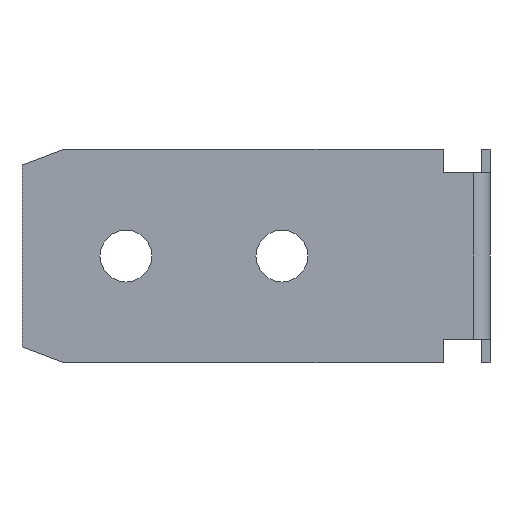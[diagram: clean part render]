
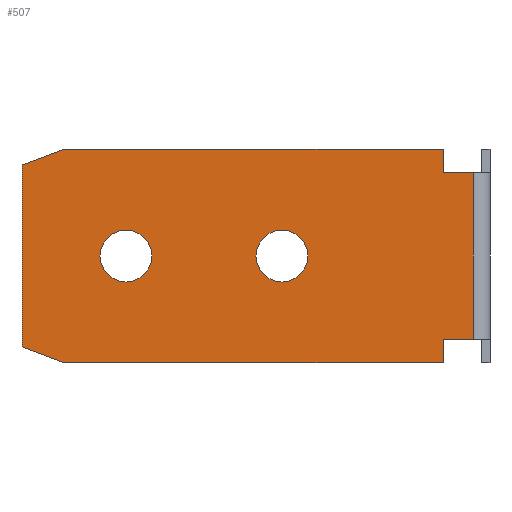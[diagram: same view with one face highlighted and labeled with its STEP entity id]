
A CAD part, left-side view. The second image highlights one B-rep face of the part: STEP entity #507.
In plain terms, the highlighted planar face has unit normal (-1, 0, 0).
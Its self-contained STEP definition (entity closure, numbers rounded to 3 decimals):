
#15=FACE_BOUND('',#72,.T.);
#16=FACE_BOUND('',#73,.T.);
#24=PLANE('',#559);
#45=FACE_OUTER_BOUND('',#71,.T.);
#71=EDGE_LOOP('',(#367,#368,#369,#370,#371,#372,#373,#374,#375,#376));
#72=EDGE_LOOP('',(#377));
#73=EDGE_LOOP('',(#378));
#104=LINE('',#739,#164);
#105=LINE('',#742,#165);
#111=LINE('',#756,#171);
#112=LINE('',#758,#172);
#113=LINE('',#760,#173);
#114=LINE('',#762,#174);
#115=LINE('',#764,#175);
#116=LINE('',#766,#176);
#117=LINE('',#768,#177);
#118=LINE('',#769,#178);
#164=VECTOR('',#601,10.);
#165=VECTOR('',#604,10.);
#171=VECTOR('',#614,10.);
#172=VECTOR('',#615,10.);
#173=VECTOR('',#616,10.);
#174=VECTOR('',#617,10.);
#175=VECTOR('',#618,10.);
#176=VECTOR('',#619,10.);
#177=VECTOR('',#620,10.);
#178=VECTOR('',#621,10.);
#226=CIRCLE('',#560,2.5);
#227=CIRCLE('',#561,2.5);
#235=VERTEX_POINT('',#732);
#238=VERTEX_POINT('',#737);
#239=VERTEX_POINT('',#741);
#245=VERTEX_POINT('',#755);
#246=VERTEX_POINT('',#757);
#247=VERTEX_POINT('',#759);
#248=VERTEX_POINT('',#761);
#249=VERTEX_POINT('',#763);
#250=VERTEX_POINT('',#765);
#251=VERTEX_POINT('',#767);
#252=VERTEX_POINT('',#770);
#253=VERTEX_POINT('',#772);
#286=EDGE_CURVE('',#238,#235,#104,.T.);
#287=EDGE_CURVE('',#239,#235,#105,.T.);
#294=EDGE_CURVE('',#238,#245,#111,.T.);
#295=EDGE_CURVE('',#245,#246,#112,.T.);
#296=EDGE_CURVE('',#247,#246,#113,.T.);
#297=EDGE_CURVE('',#247,#248,#114,.T.);
#298=EDGE_CURVE('',#249,#248,#115,.T.);
#299=EDGE_CURVE('',#249,#250,#116,.T.);
#300=EDGE_CURVE('',#251,#250,#117,.T.);
#301=EDGE_CURVE('',#251,#239,#118,.T.);
#302=EDGE_CURVE('',#252,#252,#226,.T.);
#303=EDGE_CURVE('',#253,#253,#227,.T.);
#367=ORIENTED_EDGE('',*,*,#286,.F.);
#368=ORIENTED_EDGE('',*,*,#294,.T.);
#369=ORIENTED_EDGE('',*,*,#295,.T.);
#370=ORIENTED_EDGE('',*,*,#296,.F.);
#371=ORIENTED_EDGE('',*,*,#297,.T.);
#372=ORIENTED_EDGE('',*,*,#298,.F.);
#373=ORIENTED_EDGE('',*,*,#299,.T.);
#374=ORIENTED_EDGE('',*,*,#300,.F.);
#375=ORIENTED_EDGE('',*,*,#301,.T.);
#376=ORIENTED_EDGE('',*,*,#287,.T.);
#377=ORIENTED_EDGE('',*,*,#302,.T.);
#378=ORIENTED_EDGE('',*,*,#303,.T.);
#507=ADVANCED_FACE('',(#45,#15,#16),#24,.T.);
#559=AXIS2_PLACEMENT_3D('',#754,#612,#613);
#560=AXIS2_PLACEMENT_3D('',#771,#622,#623);
#561=AXIS2_PLACEMENT_3D('',#773,#624,#625);
#601=DIRECTION('',(0.,0.,-1.));
#604=DIRECTION('',(0.,-1.,0.));
#612=DIRECTION('center_axis',(-1.,0.,0.));
#613=DIRECTION('ref_axis',(0.,0.,1.));
#614=DIRECTION('',(0.,1.,0.));
#615=DIRECTION('',(0.,0.,1.));
#616=DIRECTION('',(0.,-1.,0.));
#617=DIRECTION('',(0.,0.936,-0.351));
#618=DIRECTION('',(0.,0.,1.));
#619=DIRECTION('',(0.,-0.936,-0.351));
#620=DIRECTION('',(0.,1.,0.));
#621=DIRECTION('',(0.,0.,1.));
#622=DIRECTION('center_axis',(1.,0.,0.));
#623=DIRECTION('ref_axis',(0.,1.,0.));
#624=DIRECTION('center_axis',(1.,0.,0.));
#625=DIRECTION('ref_axis',(0.,1.,0.));
#732=CARTESIAN_POINT('',(0.,1.6,-8.));
#737=CARTESIAN_POINT('',(0.,1.6,8.));
#739=CARTESIAN_POINT('',(0.,1.6,0.));
#741=CARTESIAN_POINT('',(0.,4.5,-8.));
#742=CARTESIAN_POINT('',(0.,0.,-8.));
#754=CARTESIAN_POINT('Origin',(0.,0.,0.));
#755=CARTESIAN_POINT('',(0.,4.5,8.));
#756=CARTESIAN_POINT('',(0.,2.25,8.));
#757=CARTESIAN_POINT('',(0.,4.5,10.25));
#758=CARTESIAN_POINT('',(0.,4.5,5.125));
#759=CARTESIAN_POINT('',(0.,41.,10.25));
#760=CARTESIAN_POINT('',(0.,45.,10.25));
#761=CARTESIAN_POINT('',(0.,45.,8.75));
#762=CARTESIAN_POINT('',(0.,26.712,15.608));
#763=CARTESIAN_POINT('',(0.,45.,-8.75));
#764=CARTESIAN_POINT('',(0.,45.,0.));
#765=CARTESIAN_POINT('',(0.,41.,-10.25));
#766=CARTESIAN_POINT('',(0.,24.712,-16.358));
#767=CARTESIAN_POINT('',(0.,4.5,-10.25));
#768=CARTESIAN_POINT('',(0.,45.,-10.25));
#769=CARTESIAN_POINT('',(0.,4.5,-4.));
#770=CARTESIAN_POINT('',(0.,17.5,0.));
#771=CARTESIAN_POINT('Origin',(0.,20.,0.));
#772=CARTESIAN_POINT('',(0.,32.5,0.));
#773=CARTESIAN_POINT('Origin',(0.,35.,0.));
